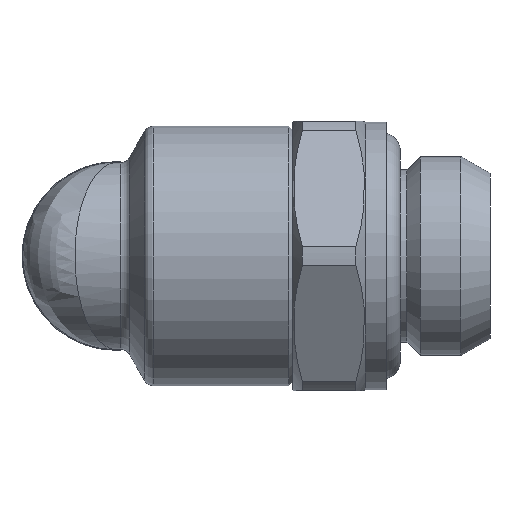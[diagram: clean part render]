
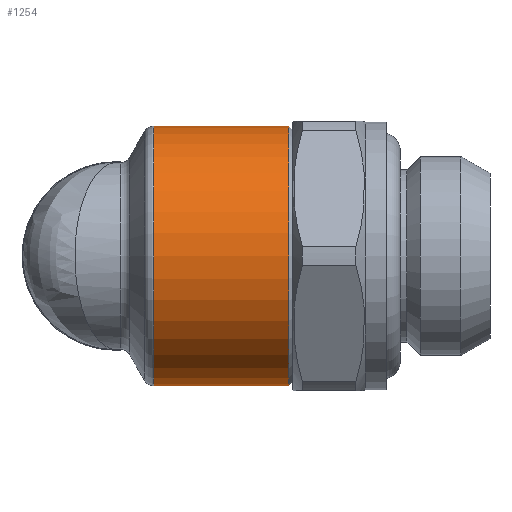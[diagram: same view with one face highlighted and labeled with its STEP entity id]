
A CAD part, left-side view. The second image highlights one B-rep face of the part: STEP entity #1254.
In plain terms, the highlighted cylindrical face has radius 6.25 mm (diameter 12.5 mm), a partial arc.
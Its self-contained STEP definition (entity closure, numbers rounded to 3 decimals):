
#145 = CARTESIAN_POINT ( 'NONE',  ( 0., 5.805, 6.25 ) ) ;
#146 = LINE ( 'NONE', #145, #235 ) ;
#234 = DIRECTION ( 'NONE',  ( 0., 1., 0. ) ) ;
#235 = VECTOR ( 'NONE', #234, 1000. ) ;
#328 = CARTESIAN_POINT ( 'NONE',  ( 0., -1.789, -6.25 ) ) ;
#356 = DIRECTION ( 'NONE',  ( 0., 0., -1. ) ) ;
#357 = DIRECTION ( 'NONE',  ( 0., -1., 0. ) ) ;
#358 = CARTESIAN_POINT ( 'NONE',  ( 0., -1.789, 0. ) ) ;
#359 = AXIS2_PLACEMENT_3D ( 'NONE', #358, #357, #356 ) ;
#360 = CIRCLE ( 'NONE', #359, 6.25 ) ;
#415 = DIRECTION ( 'NONE',  ( 0., 1., 0. ) ) ;
#416 = VECTOR ( 'NONE', #415, 1000. ) ;
#417 = CARTESIAN_POINT ( 'NONE',  ( 0., 5.805, -6.25 ) ) ;
#418 = LINE ( 'NONE', #417, #416 ) ;
#1136 = VERTEX_POINT ( 'NONE', #2351 ) ;
#1151 = VERTEX_POINT ( 'NONE', #2233 ) ;
#1210 = VERTEX_POINT ( 'NONE', #2400 ) ;
#1253 = EDGE_CURVE ( 'NONE', #1136, #1151, #2567, .T. ) ;
#1254 = ADVANCED_FACE ( 'NONE', ( #2568 ), #2609, .T. ) ;
#1255 = ORIENTED_EDGE ( 'NONE', *, *, #3020, .F. ) ;
#1256 = EDGE_LOOP ( 'NONE', ( #1255, #1266, #3090, #3091 ) ) ;
#1266 = ORIENTED_EDGE ( 'NONE', *, *, #1253, .T. ) ;
#2233 = CARTESIAN_POINT ( 'NONE',  ( 0., -8.3, 6.25 ) ) ;
#2351 = CARTESIAN_POINT ( 'NONE',  ( 0., -8.3, -6.25 ) ) ;
#2400 = CARTESIAN_POINT ( 'NONE',  ( 0., -1.789, 6.25 ) ) ;
#2566 = AXIS2_PLACEMENT_3D ( 'NONE', #2613, #2612, #2611 ) ;
#2567 = CIRCLE ( 'NONE', #2566, 6.25 ) ;
#2568 = FACE_OUTER_BOUND ( 'NONE', #1256, .T. ) ;
#2576 = DIRECTION ( 'NONE',  ( 0., 0., 1. ) ) ;
#2577 = DIRECTION ( 'NONE',  ( 0., 1., 0. ) ) ;
#2608 = AXIS2_PLACEMENT_3D ( 'NONE', #2610, #2577, #2576 ) ;
#2609 = CYLINDRICAL_SURFACE ( 'NONE', #2608, 6.25 ) ;
#2610 = CARTESIAN_POINT ( 'NONE',  ( 0., 5.805, 0. ) ) ;
#2611 = DIRECTION ( 'NONE',  ( 0., 0., 1. ) ) ;
#2612 = DIRECTION ( 'NONE',  ( 0., 1., 0. ) ) ;
#2613 = CARTESIAN_POINT ( 'NONE',  ( 0., -8.3, 0. ) ) ;
#3019 = VERTEX_POINT ( 'NONE', #328 ) ;
#3020 = EDGE_CURVE ( 'NONE', #1136, #3019, #418, .T. ) ;
#3033 = EDGE_CURVE ( 'NONE', #1210, #3019, #360, .T. ) ;
#3038 = EDGE_CURVE ( 'NONE', #1151, #1210, #146, .T. ) ;
#3090 = ORIENTED_EDGE ( 'NONE', *, *, #3038, .T. ) ;
#3091 = ORIENTED_EDGE ( 'NONE', *, *, #3033, .T. ) ;
